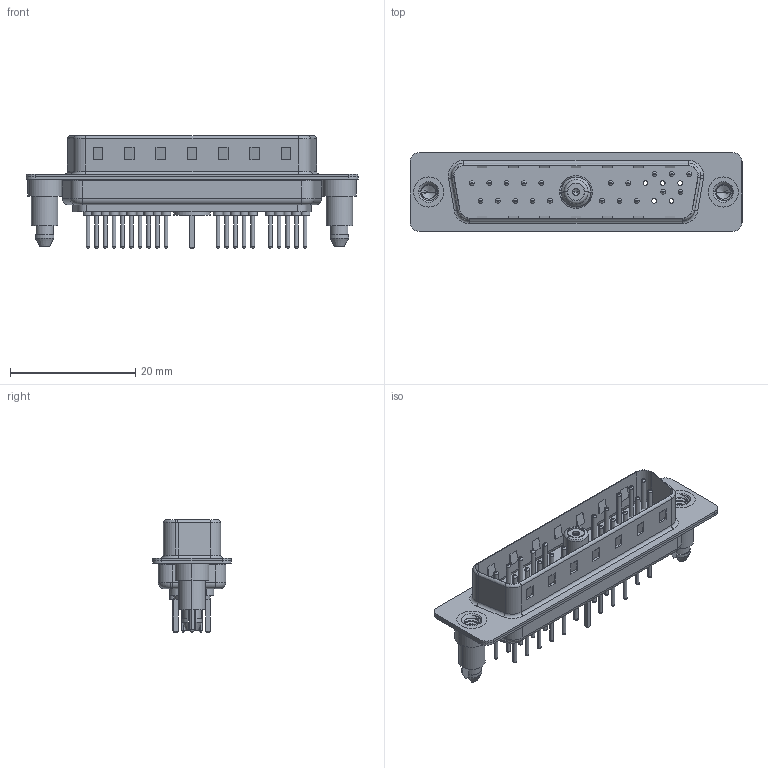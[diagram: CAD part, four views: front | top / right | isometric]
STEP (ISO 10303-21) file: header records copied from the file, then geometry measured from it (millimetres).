
FILE_DESCRIPTION (( 'STEP AP203' ), '1' );
FILE_NAME ('627-21W1224-5T5.STEP', '2019-05-28T00:47:14', ( '' ), ( '' ), 'SwSTEP 2.0', 'SolidWorks 2016', '' );
FILE_SCHEMA (( 'CONFIG_CONTROL_DESIGN' ));
Length unit declared in the file: millimetre
Products named in the file (13): Socket_Str; Insulator Socket 2; Co-Ax Jack_Straight PC Tail; 627Combo Threaded Boardlock_5; Insulator Socket; 627Combo Housing_21W1; Locking Collar; 627-21W1224-5T5; 627Combo Contact Row 2_24; Co-Ax Jack Assy_S; 627Combo Contact Row 1_24; 627Combo Shell Front_25 Contacts; 627Combo Shell Rear_25 Contacts
Assembly tree (31 placements, depth 3):
  627-21W1224-5T5
    627Combo Housing_21W1
    627Combo Shell Rear_25 Contacts
    627Combo Shell Front_25 Contacts
    627Combo Threaded Boardlock_5  x2
    Co-Ax Jack Assy_S
      Co-Ax Jack_Straight PC Tail
      Insulator Socket
      Insulator Socket 2
      Locking Collar
      Socket_Str
    627Combo Contact Row 1_24  x10
    627Combo Contact Row 2_24  x10
Bounding box: 53 x 12.6 x 17.9 mm (x, y, z)
Volume: 2874 mm3; surface area: 7565.3 mm2
Topology: 30 solids, 30 shells, 1277 faces, 2818 edges, 1724 vertices
Faces by surface type: cylinder 496, torus 374, plane 374, cone 23, bspline 8, sphere 2
Entity records: 24043 total; most frequent: CARTESIAN_POINT 5297, DIRECTION 3780, ORIENTED_EDGE 3310, EDGE_CURVE 1655, AXIS2_PLACEMENT_3D 1482, VERTEX_POINT 1053, EDGE_LOOP 858, VECTOR 816
